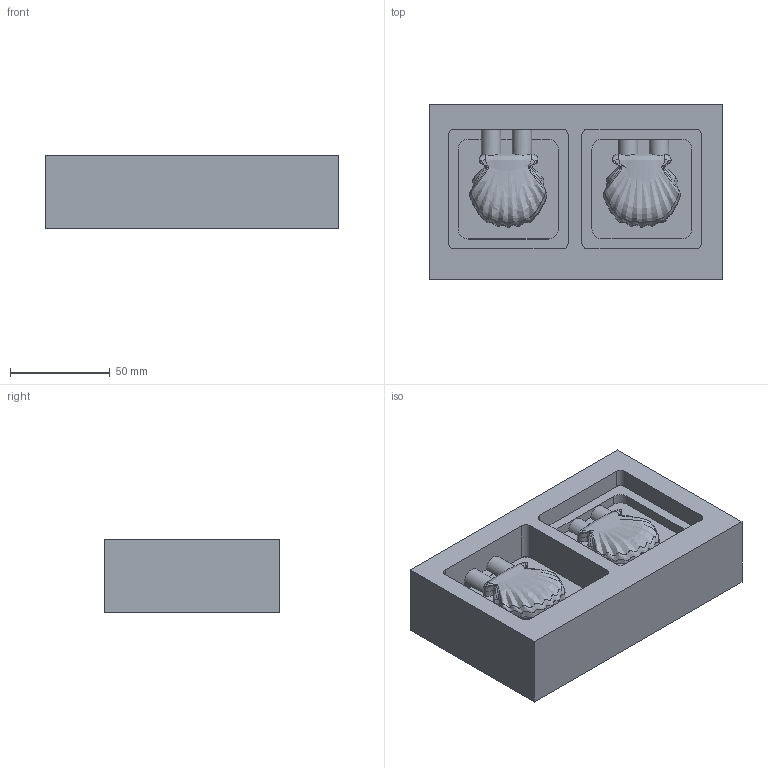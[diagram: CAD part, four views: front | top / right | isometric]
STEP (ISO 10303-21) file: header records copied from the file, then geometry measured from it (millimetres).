
FILE_DESCRIPTION(/* description */ (''),/* implementation_level */ '2;1');
FILE_NAME(/* name */ 'molde-vieira-3 v10.step',/* time_stamp */ '2023-04-25T00:09:29+02:00',/* author */ (''),/* organization */ (''),/* preprocessor_version */ 'ST-DEVELOPER v19.2',/* originating_system */ 'Autodesk Translation Framework v12.4.0.73',/* authorisation */ '');
FILE_SCHEMA (('AUTOMOTIVE_DESIGN { 1 0 10303 214 3 1 1 }'));
Length unit declared in the file: millimetre
Products named in the file (2): molde-vieira-3; cera
Assembly tree (1 placements, depth 2):
  molde-vieira-3
    cera
Bounding box: 147 x 88 x 37 mm (x, y, z)
Volume: 391543.7 mm3; surface area: 53060 mm2
Topology: 1 solids, 1 shells, 98 faces, 265 edges, 172 vertices
Faces by surface type: bspline 41, plane 37, cylinder 20
Entity records: 11600 total; most frequent: CARTESIAN_POINT 9397, ORIENTED_EDGE 530, DIRECTION 312, EDGE_CURVE 265, VERTEX_POINT 172, B_SPLINE_CURVE_WITH_KNOTS 113, LINE 112, VECTOR 112
